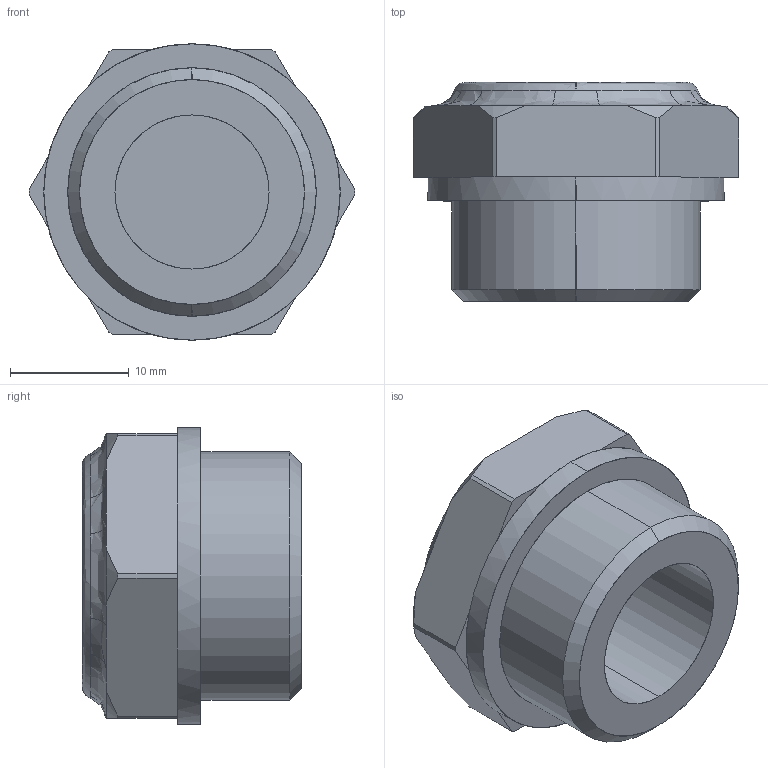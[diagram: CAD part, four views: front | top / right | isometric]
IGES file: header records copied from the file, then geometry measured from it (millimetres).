
Start section: SolidWorks IGES file using analytic representation for surfaces
Global section: file name: L_49118700.igs; native system: SolidWorks 2016; preprocessor: SolidWorks 2016; author: serviziopdm; date: 170515.101844; units: millimetre
Bounding box: 27.5 x 18.5 x 25 mm (x, y, z)
Surface area: 2854.1 mm2 (no closed solid volume)
Topology: 0 solids, 0 shells, 72 faces, 710 edges, 710 vertices
Faces by surface type: bspline 46, revolution 26
